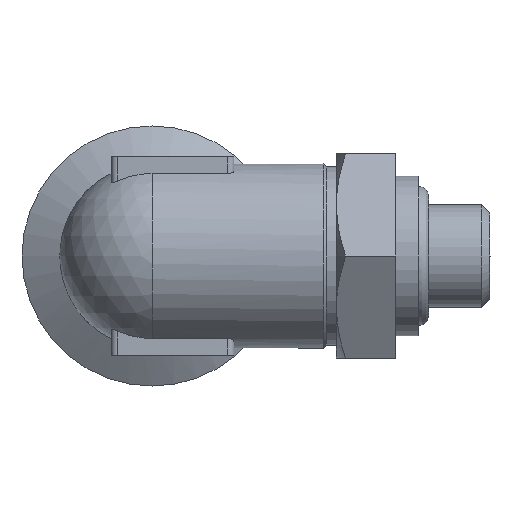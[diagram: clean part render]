
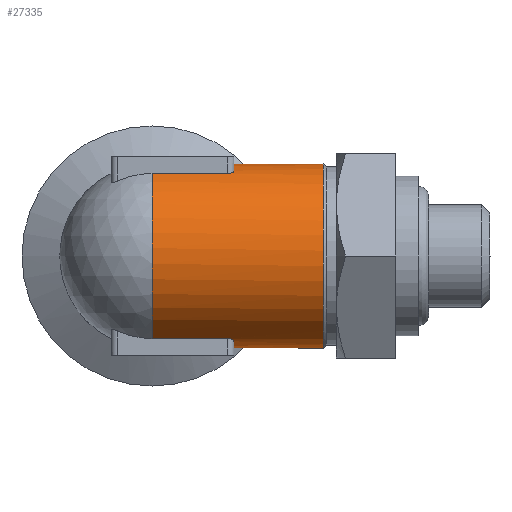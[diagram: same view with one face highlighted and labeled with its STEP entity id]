
A CAD part, left-side view. The second image highlights one B-rep face of the part: STEP entity #27335.
In plain terms, the highlighted cylindrical face has radius 4.5 mm (diameter 9 mm), a full revolution.
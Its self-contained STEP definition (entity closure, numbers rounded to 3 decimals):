
#949=CARTESIAN_POINT('',(-22.5,-8.35,4.5));
#950=VERTEX_POINT('',#949);
#951=CARTESIAN_POINT('',(-22.5,-8.35,0.0));
#952=DIRECTION('',(0.0,1.0,0.0));
#953=DIRECTION('',(0.0,0.0,-1.0));
#954=AXIS2_PLACEMENT_3D('',#951,#952,#953);
#955=CIRCLE('',#954,4.5);
#956=EDGE_CURVE('',#950,#950,#955,.T.);
#26173=CARTESIAN_POINT('',(-24.5,0.,-4.031));
#26174=VERTEX_POINT('',#26173);
#26198=CARTESIAN_POINT('',(-24.5,-3.7,-4.031));
#26199=VERTEX_POINT('',#26198);
#26206=CARTESIAN_POINT('',(-24.5,0.,-4.031));
#26207=DIRECTION('',(0.0,-1.0,0.0));
#26208=VECTOR('',#26207,3.7);
#26209=LINE('',#26206,#26208);
#26210=EDGE_CURVE('',#26174,#26199,#26209,.T.);
#26220=CARTESIAN_POINT('',(-24.5,0.,4.031));
#26221=VERTEX_POINT('',#26220);
#26231=CARTESIAN_POINT('',(-24.5,-3.7,4.031));
#26232=VERTEX_POINT('',#26231);
#26233=CARTESIAN_POINT('',(-24.5,-3.7,4.031));
#26234=DIRECTION('',(0.0,1.0,0.0));
#26235=VECTOR('',#26234,3.7);
#26236=LINE('',#26233,#26235);
#26237=EDGE_CURVE('',#26232,#26221,#26236,.T.);
#26348=CARTESIAN_POINT('',(-24.2,-4.,-4.167));
#26349=VERTEX_POINT('',#26348);
#26350=CARTESIAN_POINT('',(-24.5,-3.7,-4.031));
#26351=CARTESIAN_POINT('',(-24.5,-3.768,-4.031));
#26352=CARTESIAN_POINT('',(-24.473,-3.842,-4.045));
#26353=CARTESIAN_POINT('',(-24.43,-3.893,-4.065));
#26354=CARTESIAN_POINT('',(-24.388,-3.943,-4.085));
#26355=CARTESIAN_POINT('',(-24.329,-3.978,-4.112));
#26356=CARTESIAN_POINT('',(-24.266,-3.993,-4.139));
#26357=CARTESIAN_POINT('',(-24.244,-3.998,-4.148));
#26358=CARTESIAN_POINT('',(-24.222,-4.,-4.158));
#26359=CARTESIAN_POINT('',(-24.2,-4.,-4.167));
#26360=B_SPLINE_CURVE_WITH_KNOTS('',3,(#26350,#26351,#26352,#26353,#26354,#26355,#26356,#26357,#26358,#26359),.UNSPECIFIED.,.F.,.U.,(4,3,3,4),(0.0,0.02,0.04,0.047),.UNSPECIFIED.);
#26361=EDGE_CURVE('',#26199,#26349,#26360,.T.);
#26387=CARTESIAN_POINT('',(-24.2,-4.,4.167));
#26388=VERTEX_POINT('',#26387);
#26389=CARTESIAN_POINT('',(-24.2,-4.,4.167));
#26390=CARTESIAN_POINT('',(-24.262,-4.,4.141));
#26391=CARTESIAN_POINT('',(-24.329,-3.978,4.112));
#26392=CARTESIAN_POINT('',(-24.381,-3.939,4.088));
#26393=CARTESIAN_POINT('',(-24.423,-3.907,4.069));
#26394=CARTESIAN_POINT('',(-24.456,-3.866,4.053));
#26395=CARTESIAN_POINT('',(-24.477,-3.815,4.042));
#26396=CARTESIAN_POINT('',(-24.492,-3.778,4.035));
#26397=CARTESIAN_POINT('',(-24.5,-3.738,4.031));
#26398=CARTESIAN_POINT('',(-24.5,-3.7,4.031));
#26399=B_SPLINE_CURVE_WITH_KNOTS('',3,(#26389,#26390,#26391,#26392,#26393,#26394,#26395,#26396,#26397,#26398),.UNSPECIFIED.,.F.,.U.,(4,3,3,4),(-0.047,-0.027,-0.011,0.0),.UNSPECIFIED.);
#26400=EDGE_CURVE('',#26388,#26232,#26399,.T.);
#26426=CARTESIAN_POINT('',(-20.8,-4.,-4.167));
#26427=VERTEX_POINT('',#26426);
#26428=CARTESIAN_POINT('',(-22.5,-4.,0.0));
#26429=DIRECTION('',(0.0,-1.0,0.0));
#26430=DIRECTION('',(0.0,0.0,-1.0));
#26431=AXIS2_PLACEMENT_3D('',#26428,#26429,#26430);
#26432=CIRCLE('',#26431,4.5);
#26433=EDGE_CURVE('',#26349,#26427,#26432,.T.);
#26458=CARTESIAN_POINT('',(-20.8,-4.,4.167));
#26459=VERTEX_POINT('',#26458);
#26460=CARTESIAN_POINT('',(-22.5,-4.,0.0));
#26461=DIRECTION('',(0.0,-1.0,0.0));
#26462=DIRECTION('',(0.0,0.0,-1.0));
#26463=AXIS2_PLACEMENT_3D('',#26460,#26461,#26462);
#26464=CIRCLE('',#26463,4.5);
#26465=EDGE_CURVE('',#26459,#26388,#26464,.T.);
#26529=CARTESIAN_POINT('',(-20.5,-3.7,-4.031));
#26530=VERTEX_POINT('',#26529);
#26531=CARTESIAN_POINT('',(-20.8,-4.,-4.167));
#26532=CARTESIAN_POINT('',(-20.738,-4.,-4.141));
#26533=CARTESIAN_POINT('',(-20.671,-3.978,-4.112));
#26534=CARTESIAN_POINT('',(-20.619,-3.939,-4.088));
#26535=CARTESIAN_POINT('',(-20.577,-3.907,-4.069));
#26536=CARTESIAN_POINT('',(-20.544,-3.866,-4.053));
#26537=CARTESIAN_POINT('',(-20.523,-3.815,-4.042));
#26538=CARTESIAN_POINT('',(-20.508,-3.778,-4.035));
#26539=CARTESIAN_POINT('',(-20.5,-3.738,-4.031));
#26540=CARTESIAN_POINT('',(-20.5,-3.7,-4.031));
#26541=B_SPLINE_CURVE_WITH_KNOTS('',3,(#26531,#26532,#26533,#26534,#26535,#26536,#26537,#26538,#26539,#26540),.UNSPECIFIED.,.F.,.U.,(4,3,3,4),(0.047,0.067,0.083,0.094),.UNSPECIFIED.);
#26542=EDGE_CURVE('',#26427,#26530,#26541,.T.);
#26568=CARTESIAN_POINT('',(-20.5,-3.7,4.031));
#26569=VERTEX_POINT('',#26568);
#26570=CARTESIAN_POINT('',(-20.5,-3.7,4.031));
#26571=CARTESIAN_POINT('',(-20.5,-3.768,4.031));
#26572=CARTESIAN_POINT('',(-20.527,-3.842,4.045));
#26573=CARTESIAN_POINT('',(-20.57,-3.893,4.065));
#26574=CARTESIAN_POINT('',(-20.612,-3.943,4.085));
#26575=CARTESIAN_POINT('',(-20.671,-3.978,4.112));
#26576=CARTESIAN_POINT('',(-20.734,-3.993,4.139));
#26577=CARTESIAN_POINT('',(-20.756,-3.998,4.148));
#26578=CARTESIAN_POINT('',(-20.778,-4.,4.158));
#26579=CARTESIAN_POINT('',(-20.8,-4.,4.167));
#26580=B_SPLINE_CURVE_WITH_KNOTS('',3,(#26570,#26571,#26572,#26573,#26574,#26575,#26576,#26577,#26578,#26579),.UNSPECIFIED.,.F.,.U.,(4,3,3,4),(0.094,0.115,0.134,0.141),.UNSPECIFIED.);
#26581=EDGE_CURVE('',#26569,#26459,#26580,.T.);
#26639=CARTESIAN_POINT('',(-20.5,-2.444,-4.031));
#26640=VERTEX_POINT('',#26639);
#26641=CARTESIAN_POINT('',(-20.5,-3.7,-4.031));
#26642=DIRECTION('',(0.0,1.0,0.0));
#26643=VECTOR('',#26642,1.256);
#26644=LINE('',#26641,#26643);
#26645=EDGE_CURVE('',#26530,#26640,#26644,.T.);
#26679=CARTESIAN_POINT('',(-20.5,-2.444,4.031));
#26680=VERTEX_POINT('',#26679);
#26681=CARTESIAN_POINT('',(-20.5,-2.444,4.031));
#26682=DIRECTION('',(0.0,-1.0,0.0));
#26683=VECTOR('',#26682,1.256);
#26684=LINE('',#26681,#26683);
#26685=EDGE_CURVE('',#26680,#26569,#26684,.T.);
#27144=CARTESIAN_POINT('',(-22.5,0.,0.0));
#27145=DIRECTION('',(0.0,1.0,0.0));
#27146=DIRECTION('',(0.0,0.0,-1.0));
#27147=AXIS2_PLACEMENT_3D('',#27144,#27145,#27146);
#27148=CIRCLE('',#27147,4.5);
#27149=EDGE_CURVE('',#26174,#26221,#27148,.T.);
#27297=CARTESIAN_POINT('',(-22.5,0.,0.0));
#27298=DIRECTION('',(0.774,0.633,0.0));
#27299=DIRECTION('',(0.633,-0.774,0.0));
#27300=AXIS2_PLACEMENT_3D('',#27297,#27298,#27299);
#27301=ELLIPSE('',#27300,7.106,4.5);
#27302=EDGE_CURVE('',#26680,#26640,#27301,.T.);
#27313=CARTESIAN_POINT('',(-22.5,0.0,0.0));
#27314=DIRECTION('',(0.,-1.0,0.0));
#27315=DIRECTION('',(0.0,0.0,-1.0));
#27316=AXIS2_PLACEMENT_3D('',#27313,#27314,#27315);
#27317=CYLINDRICAL_SURFACE('',#27316,4.5);
#27318=ORIENTED_EDGE('',*,*,#26237,.T.);
#27319=ORIENTED_EDGE('',*,*,#27149,.F.);
#27320=ORIENTED_EDGE('',*,*,#26210,.T.);
#27321=ORIENTED_EDGE('',*,*,#26361,.T.);
#27322=ORIENTED_EDGE('',*,*,#26433,.T.);
#27323=ORIENTED_EDGE('',*,*,#26542,.T.);
#27324=ORIENTED_EDGE('',*,*,#26645,.T.);
#27325=ORIENTED_EDGE('',*,*,#27302,.F.);
#27326=ORIENTED_EDGE('',*,*,#26685,.T.);
#27327=ORIENTED_EDGE('',*,*,#26581,.T.);
#27328=ORIENTED_EDGE('',*,*,#26465,.T.);
#27329=ORIENTED_EDGE('',*,*,#26400,.T.);
#27330=EDGE_LOOP('',(#27318,#27319,#27320,#27321,#27322,#27323,#27324,#27325,#27326,#27327,#27328,#27329));
#27331=FACE_OUTER_BOUND('',#27330,.T.);
#27332=ORIENTED_EDGE('',*,*,#956,.T.);
#27333=EDGE_LOOP('',(#27332));
#27334=FACE_BOUND('',#27333,.T.);
#27335=ADVANCED_FACE('',(#27331,#27334),#27317,.T.);
